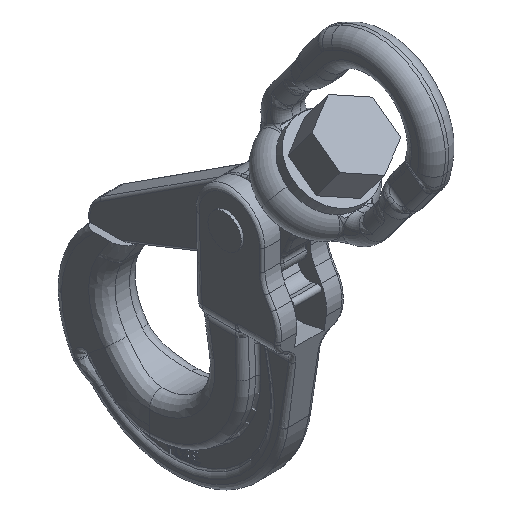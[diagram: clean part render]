
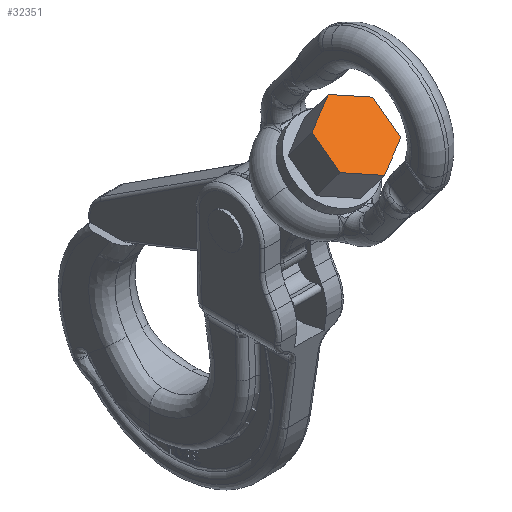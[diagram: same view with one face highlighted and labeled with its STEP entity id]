
A CAD part, isometric view. The second image highlights one B-rep face of the part: STEP entity #32351.
In plain terms, the highlighted planar face has unit normal (0, -0.599, 0.801).
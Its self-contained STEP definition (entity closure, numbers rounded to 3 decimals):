
#32341=AXIS2_PLACEMENT_3D('Plane Axis2P3D',#32338,#32339,#32340) ;
#29240=CARTESIAN_POINT('Vertex',(-23.,-83.227,77.856)) ;
#29247=CARTESIAN_POINT('Vertex',(0.,-93.858,69.899)) ;
#29250=CARTESIAN_POINT('Line Origine',(-11.5,-88.542,73.878)) ;
#29271=CARTESIAN_POINT('Vertex',(-23.,-61.964,93.769)) ;
#29274=CARTESIAN_POINT('Line Origine',(-23.,-72.595,85.812)) ;
#29295=CARTESIAN_POINT('Vertex',(0.,-51.332,101.725)) ;
#29298=CARTESIAN_POINT('Line Origine',(-11.5,-56.648,97.747)) ;
#29319=CARTESIAN_POINT('Vertex',(23.,-61.964,93.769)) ;
#29322=CARTESIAN_POINT('Line Origine',(11.5,-56.648,97.747)) ;
#29343=CARTESIAN_POINT('Vertex',(23.,-83.227,77.856)) ;
#29346=CARTESIAN_POINT('Line Origine',(23.,-72.595,85.812)) ;
#29363=CARTESIAN_POINT('Line Origine',(11.5,-88.542,73.878)) ;
#32338=CARTESIAN_POINT('Axis2P3D Location',(0.,-72.595,85.812)) ;
#29251=DIRECTION('Vector Direction',(0.866,-0.4,-0.3)) ;
#29275=DIRECTION('Vector Direction',(0.,-0.801,-0.599)) ;
#29299=DIRECTION('Vector Direction',(-0.866,-0.4,-0.3)) ;
#29323=DIRECTION('Vector Direction',(-0.866,0.4,0.3)) ;
#29347=DIRECTION('Vector Direction',(0.,0.801,0.599)) ;
#29364=DIRECTION('Vector Direction',(0.866,0.4,0.3)) ;
#32339=DIRECTION('Axis2P3D Direction',(0.,-0.599,0.801)) ;
#32340=DIRECTION('Axis2P3D XDirection',(1.,0.,0.)) ;
#29252=VECTOR('Line Direction',#29251,1.) ;
#29276=VECTOR('Line Direction',#29275,1.) ;
#29300=VECTOR('Line Direction',#29299,1.) ;
#29324=VECTOR('Line Direction',#29323,1.) ;
#29348=VECTOR('Line Direction',#29347,1.) ;
#29365=VECTOR('Line Direction',#29364,1.) ;
#32344=ORIENTED_EDGE('',*,*,#29367,.T.) ;
#32345=ORIENTED_EDGE('',*,*,#29350,.T.) ;
#32346=ORIENTED_EDGE('',*,*,#29326,.T.) ;
#32347=ORIENTED_EDGE('',*,*,#29302,.T.) ;
#32348=ORIENTED_EDGE('',*,*,#29278,.T.) ;
#32349=ORIENTED_EDGE('',*,*,#29254,.T.) ;
#32351=ADVANCED_FACE('\X2\672C9AD4\X0\.2',(#32350),#32342,.T.) ;
#29254=EDGE_CURVE('',#29241,#29248,#29253,.T.) ;
#29278=EDGE_CURVE('',#29272,#29241,#29277,.T.) ;
#29302=EDGE_CURVE('',#29296,#29272,#29301,.T.) ;
#29326=EDGE_CURVE('',#29320,#29296,#29325,.T.) ;
#29350=EDGE_CURVE('',#29344,#29320,#29349,.T.) ;
#29367=EDGE_CURVE('',#29248,#29344,#29366,.T.) ;
#32343=EDGE_LOOP('',(#32344,#32345,#32346,#32347,#32348,#32349)) ;
#32350=FACE_OUTER_BOUND('',#32343,.T.) ;
#29253=LINE('Line',#29250,#29252) ;
#29277=LINE('Line',#29274,#29276) ;
#29301=LINE('Line',#29298,#29300) ;
#29325=LINE('Line',#29322,#29324) ;
#29349=LINE('Line',#29346,#29348) ;
#29366=LINE('Line',#29363,#29365) ;
#32342=PLANE('',#32341) ;
#29241=VERTEX_POINT('',#29240) ;
#29248=VERTEX_POINT('',#29247) ;
#29272=VERTEX_POINT('',#29271) ;
#29296=VERTEX_POINT('',#29295) ;
#29320=VERTEX_POINT('',#29319) ;
#29344=VERTEX_POINT('',#29343) ;
